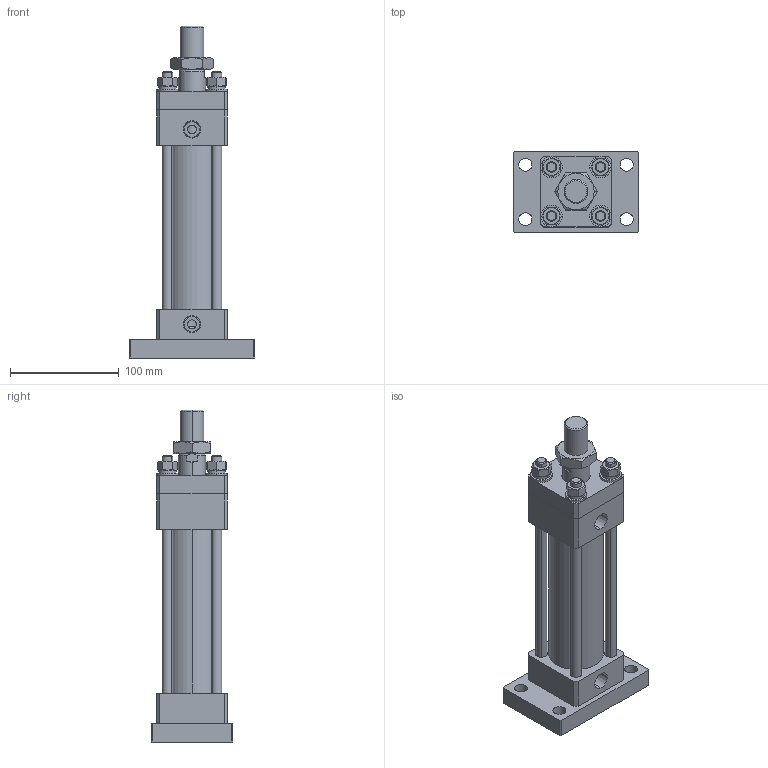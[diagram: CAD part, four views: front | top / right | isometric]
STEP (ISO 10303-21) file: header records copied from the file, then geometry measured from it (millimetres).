
FILE_DESCRIPTION (( 'STEP AP203' ), '1' );
FILE_NAME ('HOB-40-25-100-FB.STEP', '2021-04-27T02:54:46', ( '微软用户' ), ( '微软中国' ), 'SwSTEP 2.0', 'SolidWorks 2012', '' );
FILE_SCHEMA (( 'CONFIG_CONTROL_DESIGN' ));
Length unit declared in the file: millimetre
Products named in the file (12): spring lock washers--normal type gb_GB_FASTENER_WASHER_SW 10; plain washers--product grade c gb_GB_FASTENER_WASHER_SMWC 10; hex nuts 1-fine pitch-grades ab gb_GB_FASTENER_NUT_SNAB1XY M10X1.25-N; HOB-40-25-100前盖; HOB-40-25-100活塞杆; HOB-40-25-100-FB嶺裝; HOB-40-25-100綴裔; HOB-40-25-100掛极; HOB-40-25-100-FB楊擘; HOB-40-25-100-FB; HOB-40-25-100楊擘; hex thin nuts-grades ab-chamfered gb_GB_FASTENER_NUT_STNAB  B M22-N
Assembly tree (23 placements, depth 2):
  HOB-40-25-100-FB
    HOB-40-25-100-FB楊擘
    HOB-40-25-100掛极
    HOB-40-25-100綴裔
    HOB-40-25-100-FB嶺裝  x4
    HOB-40-25-100活塞杆
    HOB-40-25-100前盖
    hex nuts 1-fine pitch-grades ab gb_GB_FASTENER_NUT_SNAB1XY M10X1.25-N  x4
    plain washers--product grade c gb_GB_FASTENER_WASHER_SMWC 10  x4
    spring lock washers--normal type gb_GB_FASTENER_WASHER_SW 10  x4
    hex thin nuts-grades ab-chamfered gb_GB_FASTENER_NUT_STNAB  B M22-N
    HOB-40-25-100楊擘
Bounding box: 115 x 75 x 305 mm (x, y, z)
Volume: 747528.4 mm3; surface area: 200887.6 mm2
Topology: 23 solids, 23 shells, 348 faces, 796 edges, 503 vertices
Faces by surface type: cylinder 138, plane 123, cone 77, torus 10
Entity records: 8618 total; most frequent: CARTESIAN_POINT 1586, DIRECTION 1236, ORIENTED_EDGE 1052, EDGE_CURVE 526, AXIS2_PLACEMENT_3D 503, VERTEX_POINT 335, EDGE_LOOP 287, CIRCLE 255
